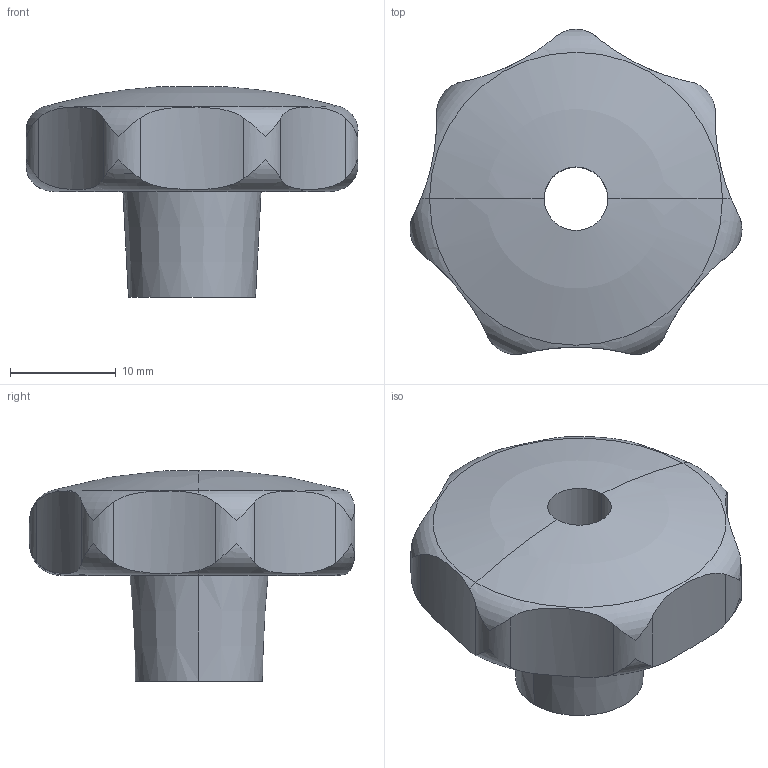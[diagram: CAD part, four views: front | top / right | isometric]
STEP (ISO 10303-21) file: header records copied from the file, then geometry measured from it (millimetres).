
FILE_DESCRIPTION(('STEP AP214'),'1');
FILE_NAME(' ',' ',('TraceParts'),('TraceParts S.A.'),'XStep 1.0',' ',' ');
FILE_SCHEMA(('automotive_design'));
Length unit declared in the file: millimetre
Products named in the file (1): 1
Bounding box: 31.35 x 30.71 x 19.91 mm (x, y, z)
Volume: 6737.9 mm3; surface area: 2774.8 mm2
Topology: 1 solids, 1 shells, 27 faces, 83 edges, 58 vertices
Faces by surface type: cylinder 17, torus 4, sphere 2, cone 2, plane 2
Entity records: 2246 total; most frequent: CARTESIAN_POINT 619, STYLED_ITEM 169, PRESENTATION_STYLE_ASSIGNMENT 169, COLOUR_RGB 169, ORIENTED_EDGE 166, DIRECTION 111, EDGE_CURVE 83, CURVE_STYLE 83
